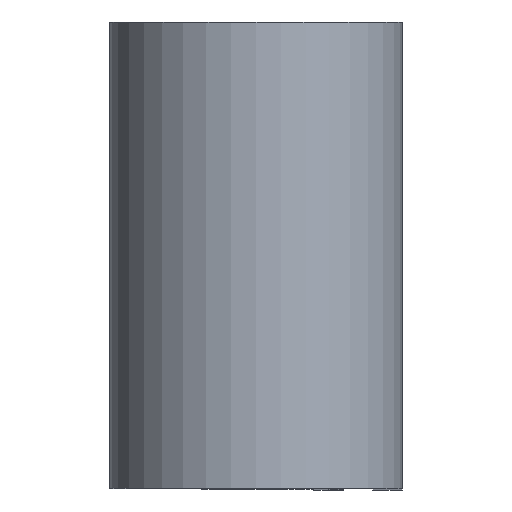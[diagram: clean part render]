
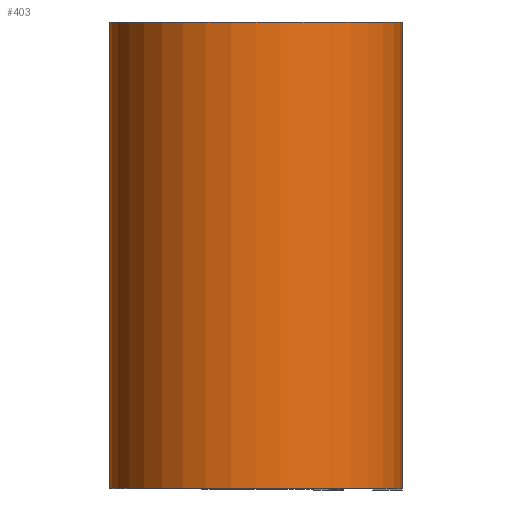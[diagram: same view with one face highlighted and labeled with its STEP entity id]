
A CAD part, top view. The second image highlights one B-rep face of the part: STEP entity #403.
In plain terms, the highlighted cylindrical face has radius 3.988 mm (diameter 7.976 mm), a partial arc.
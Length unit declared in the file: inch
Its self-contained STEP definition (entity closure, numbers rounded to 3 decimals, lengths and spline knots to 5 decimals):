
#8 = CARTESIAN_POINT ( 'NONE',  ( -0.157, 0.25, 0.25 ) ) ;
#18 = EDGE_CURVE ( 'NONE', #427, #565, #771, .T. ) ;
#40 = ORIENTED_EDGE ( 'NONE', *, *, #536, .T. ) ;
#51 = CARTESIAN_POINT ( 'NONE',  ( -0.157, 0.25, 0.25 ) ) ;
#54 = CYLINDRICAL_SURFACE ( 'NONE', #377, 0.157 ) ;
#93 = DIRECTION ( 'NONE',  ( 0., -1., 0. ) ) ;
#101 = EDGE_CURVE ( 'NONE', #844, #609, #702, .T. ) ;
#173 = CARTESIAN_POINT ( 'NONE',  ( 0.157, 0.25, 0.25 ) ) ;
#198 = DIRECTION ( 'NONE',  ( 1., 0., 0. ) ) ;
#226 = EDGE_LOOP ( 'NONE', ( #392, #537, #567, #40 ) ) ;
#253 = CARTESIAN_POINT ( 'NONE',  ( 0., 0.25, 0.25 ) ) ;
#321 = CARTESIAN_POINT ( 'NONE',  ( 0., 0.25, 0.25 ) ) ;
#333 = VECTOR ( 'NONE', #475, 39.37008 ) ;
#334 = VECTOR ( 'NONE', #93, 39.37008 ) ;
#349 = EDGE_CURVE ( 'NONE', #609, #565, #512, .T. ) ;
#377 = AXIS2_PLACEMENT_3D ( 'NONE', #253, #721, #654 ) ;
#387 = DIRECTION ( 'NONE',  ( 0., 1., 0. ) ) ;
#392 = ORIENTED_EDGE ( 'NONE', *, *, #18, .T. ) ;
#403 = ADVANCED_FACE ( 'NONE', ( #768 ), #54, .T. ) ;
#427 = VERTEX_POINT ( 'NONE', #521 ) ;
#451 = CARTESIAN_POINT ( 'NONE',  ( 0., -0.25, 0.25 ) ) ;
#475 = DIRECTION ( 'NONE',  ( 0., -1., 0. ) ) ;
#504 = AXIS2_PLACEMENT_3D ( 'NONE', #451, #387, #198 ) ;
#512 = LINE ( 'NONE', #689, #334 ) ;
#521 = CARTESIAN_POINT ( 'NONE',  ( -0.157, -0.25, 0.25 ) ) ;
#536 = EDGE_CURVE ( 'NONE', #844, #427, #848, .T. ) ;
#537 = ORIENTED_EDGE ( 'NONE', *, *, #349, .F. ) ;
#565 = VERTEX_POINT ( 'NONE', #611 ) ;
#567 = ORIENTED_EDGE ( 'NONE', *, *, #101, .F. ) ;
#609 = VERTEX_POINT ( 'NONE', #173 ) ;
#611 = CARTESIAN_POINT ( 'NONE',  ( 0.157, -0.25, 0.25 ) ) ;
#642 = DIRECTION ( 'NONE',  ( 0., 1., 0. ) ) ;
#654 = DIRECTION ( 'NONE',  ( 0., 0., -1. ) ) ;
#689 = CARTESIAN_POINT ( 'NONE',  ( 0.157, 0.25, 0.25 ) ) ;
#699 = DIRECTION ( 'NONE',  ( 1., 0., 0. ) ) ;
#702 = CIRCLE ( 'NONE', #824, 0.157 ) ;
#721 = DIRECTION ( 'NONE',  ( 0., -1., 0. ) ) ;
#768 = FACE_OUTER_BOUND ( 'NONE', #226, .T. ) ;
#771 = CIRCLE ( 'NONE', #504, 0.157 ) ;
#824 = AXIS2_PLACEMENT_3D ( 'NONE', #321, #642, #699 ) ;
#844 = VERTEX_POINT ( 'NONE', #51 ) ;
#848 = LINE ( 'NONE', #8, #333 ) ;
